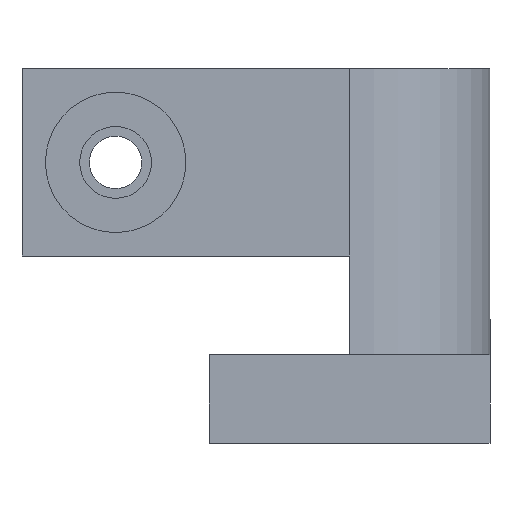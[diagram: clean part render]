
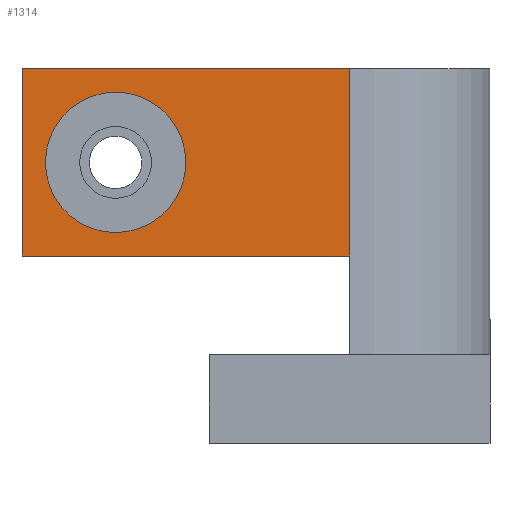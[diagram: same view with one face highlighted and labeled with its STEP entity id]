
A CAD part, front view. The second image highlights one B-rep face of the part: STEP entity #1314.
In plain terms, the highlighted planar face has unit normal (0, -1, 0).
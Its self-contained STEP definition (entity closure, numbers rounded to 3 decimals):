
#379 = CYLINDRICAL_SURFACE('',#380,4.763);
#380 = AXIS2_PLACEMENT_3D('',#381,#382,#383);
#381 = CARTESIAN_POINT('',(0.,0.,0.));
#382 = DIRECTION('',(-0.,-0.,-1.));
#383 = DIRECTION('',(1.,0.,0.));
#705 = VERTEX_POINT('',#706);
#706 = CARTESIAN_POINT('',(0.,-4.763,6.35));
#727 = EDGE_CURVE('',#705,#728,#730,.T.);
#728 = VERTEX_POINT('',#729);
#729 = CARTESIAN_POINT('',(0.,-4.763,12.7));
#730 = SURFACE_CURVE('',#731,(#735,#742),.PCURVE_S1.);
#731 = LINE('',#732,#733);
#732 = CARTESIAN_POINT('',(0.,-4.763,0.));
#733 = VECTOR('',#734,1.);
#734 = DIRECTION('',(0.,0.,1.));
#735 = PCURVE('',#379,#736);
#736 = DEFINITIONAL_REPRESENTATION('',(#737),#741);
#737 = LINE('',#738,#739);
#738 = CARTESIAN_POINT('',(-4.712,0.));
#739 = VECTOR('',#740,1.);
#740 = DIRECTION('',(-0.,-1.));
#741 = ( GEOMETRIC_REPRESENTATION_CONTEXT(2) 
PARAMETRIC_REPRESENTATION_CONTEXT() REPRESENTATION_CONTEXT('2D SPACE',''
  ) );
#742 = PCURVE('',#743,#748);
#743 = PLANE('',#744);
#744 = AXIS2_PLACEMENT_3D('',#745,#746,#747);
#745 = CARTESIAN_POINT('',(-11.113,-4.763,0.));
#746 = DIRECTION('',(0.,1.,0.));
#747 = DIRECTION('',(0.,0.,1.));
#748 = DEFINITIONAL_REPRESENTATION('',(#749),#753);
#749 = LINE('',#750,#751);
#750 = CARTESIAN_POINT('',(0.,11.113));
#751 = VECTOR('',#752,1.);
#752 = DIRECTION('',(1.,0.));
#753 = ( GEOMETRIC_REPRESENTATION_CONTEXT(2) 
PARAMETRIC_REPRESENTATION_CONTEXT() REPRESENTATION_CONTEXT('2D SPACE',''
  ) );
#772 = PLANE('',#773);
#773 = AXIS2_PLACEMENT_3D('',#774,#775,#776);
#774 = CARTESIAN_POINT('',(-11.113,-4.763,12.7));
#775 = DIRECTION('',(0.,0.,1.));
#776 = DIRECTION('',(1.,0.,0.));
#992 = PLANE('',#993);
#993 = AXIS2_PLACEMENT_3D('',#994,#995,#996);
#994 = CARTESIAN_POINT('',(-11.113,-4.763,6.35));
#995 = DIRECTION('',(0.,0.,1.));
#996 = DIRECTION('',(1.,0.,0.));
#1197 = VERTEX_POINT('',#1198);
#1198 = CARTESIAN_POINT('',(-11.113,-4.763,12.7));
#1214 = PLANE('',#1215);
#1215 = AXIS2_PLACEMENT_3D('',#1216,#1217,#1218);
#1216 = CARTESIAN_POINT('',(-11.113,-4.763,0.));
#1217 = DIRECTION('',(1.,0.,0.));
#1218 = DIRECTION('',(0.,0.,1.));
#1226 = EDGE_CURVE('',#1197,#728,#1227,.T.);
#1227 = SURFACE_CURVE('',#1228,(#1232,#1239),.PCURVE_S1.);
#1228 = LINE('',#1229,#1230);
#1229 = CARTESIAN_POINT('',(-11.113,-4.763,12.7));
#1230 = VECTOR('',#1231,1.);
#1231 = DIRECTION('',(1.,0.,0.));
#1232 = PCURVE('',#772,#1233);
#1233 = DEFINITIONAL_REPRESENTATION('',(#1234),#1238);
#1234 = LINE('',#1235,#1236);
#1235 = CARTESIAN_POINT('',(0.,0.));
#1236 = VECTOR('',#1237,1.);
#1237 = DIRECTION('',(1.,0.));
#1238 = ( GEOMETRIC_REPRESENTATION_CONTEXT(2) 
PARAMETRIC_REPRESENTATION_CONTEXT() REPRESENTATION_CONTEXT('2D SPACE',''
  ) );
#1239 = PCURVE('',#743,#1240);
#1240 = DEFINITIONAL_REPRESENTATION('',(#1241),#1245);
#1241 = LINE('',#1242,#1243);
#1242 = CARTESIAN_POINT('',(12.7,0.));
#1243 = VECTOR('',#1244,1.);
#1244 = DIRECTION('',(0.,1.));
#1245 = ( GEOMETRIC_REPRESENTATION_CONTEXT(2) 
PARAMETRIC_REPRESENTATION_CONTEXT() REPRESENTATION_CONTEXT('2D SPACE',''
  ) );
#1314 = ADVANCED_FACE('',(#1315,#1363),#743,.F.);
#1315 = FACE_BOUND('',#1316,.F.);
#1316 = EDGE_LOOP('',(#1317,#1340,#1361,#1362));
#1317 = ORIENTED_EDGE('',*,*,#1318,.F.);
#1318 = EDGE_CURVE('',#1319,#705,#1321,.T.);
#1319 = VERTEX_POINT('',#1320);
#1320 = CARTESIAN_POINT('',(-11.113,-4.763,6.35));
#1321 = SURFACE_CURVE('',#1322,(#1326,#1333),.PCURVE_S1.);
#1322 = LINE('',#1323,#1324);
#1323 = CARTESIAN_POINT('',(-11.113,-4.763,6.35));
#1324 = VECTOR('',#1325,1.);
#1325 = DIRECTION('',(1.,0.,0.));
#1326 = PCURVE('',#743,#1327);
#1327 = DEFINITIONAL_REPRESENTATION('',(#1328),#1332);
#1328 = LINE('',#1329,#1330);
#1329 = CARTESIAN_POINT('',(6.35,0.));
#1330 = VECTOR('',#1331,1.);
#1331 = DIRECTION('',(0.,1.));
#1332 = ( GEOMETRIC_REPRESENTATION_CONTEXT(2) 
PARAMETRIC_REPRESENTATION_CONTEXT() REPRESENTATION_CONTEXT('2D SPACE',''
  ) );
#1333 = PCURVE('',#992,#1334);
#1334 = DEFINITIONAL_REPRESENTATION('',(#1335),#1339);
#1335 = LINE('',#1336,#1337);
#1336 = CARTESIAN_POINT('',(0.,0.));
#1337 = VECTOR('',#1338,1.);
#1338 = DIRECTION('',(1.,0.));
#1339 = ( GEOMETRIC_REPRESENTATION_CONTEXT(2) 
PARAMETRIC_REPRESENTATION_CONTEXT() REPRESENTATION_CONTEXT('2D SPACE',''
  ) );
#1340 = ORIENTED_EDGE('',*,*,#1341,.T.);
#1341 = EDGE_CURVE('',#1319,#1197,#1342,.T.);
#1342 = SURFACE_CURVE('',#1343,(#1347,#1354),.PCURVE_S1.);
#1343 = LINE('',#1344,#1345);
#1344 = CARTESIAN_POINT('',(-11.113,-4.763,0.));
#1345 = VECTOR('',#1346,1.);
#1346 = DIRECTION('',(0.,0.,1.));
#1347 = PCURVE('',#743,#1348);
#1348 = DEFINITIONAL_REPRESENTATION('',(#1349),#1353);
#1349 = LINE('',#1350,#1351);
#1350 = CARTESIAN_POINT('',(0.,0.));
#1351 = VECTOR('',#1352,1.);
#1352 = DIRECTION('',(1.,0.));
#1353 = ( GEOMETRIC_REPRESENTATION_CONTEXT(2) 
PARAMETRIC_REPRESENTATION_CONTEXT() REPRESENTATION_CONTEXT('2D SPACE',''
  ) );
#1354 = PCURVE('',#1214,#1355);
#1355 = DEFINITIONAL_REPRESENTATION('',(#1356),#1360);
#1356 = LINE('',#1357,#1358);
#1357 = CARTESIAN_POINT('',(0.,0.));
#1358 = VECTOR('',#1359,1.);
#1359 = DIRECTION('',(1.,0.));
#1360 = ( GEOMETRIC_REPRESENTATION_CONTEXT(2) 
PARAMETRIC_REPRESENTATION_CONTEXT() REPRESENTATION_CONTEXT('2D SPACE',''
  ) );
#1361 = ORIENTED_EDGE('',*,*,#1226,.T.);
#1362 = ORIENTED_EDGE('',*,*,#727,.F.);
#1363 = FACE_BOUND('',#1364,.F.);
#1364 = EDGE_LOOP('',(#1365));
#1365 = ORIENTED_EDGE('',*,*,#1366,.F.);
#1366 = EDGE_CURVE('',#1367,#1367,#1369,.T.);
#1367 = VERTEX_POINT('',#1368);
#1368 = CARTESIAN_POINT('',(-10.319,-4.763,9.525));
#1369 = SURFACE_CURVE('',#1370,(#1375,#1382),.PCURVE_S1.);
#1370 = CIRCLE('',#1371,2.381);
#1371 = AXIS2_PLACEMENT_3D('',#1372,#1373,#1374);
#1372 = CARTESIAN_POINT('',(-7.938,-4.763,9.525));
#1373 = DIRECTION('',(0.,1.,-0.));
#1374 = DIRECTION('',(-1.,0.,0.));
#1375 = PCURVE('',#743,#1376);
#1376 = DEFINITIONAL_REPRESENTATION('',(#1377),#1381);
#1377 = CIRCLE('',#1378,2.381);
#1378 = AXIS2_PLACEMENT_2D('',#1379,#1380);
#1379 = CARTESIAN_POINT('',(9.525,3.175));
#1380 = DIRECTION('',(0.,-1.));
#1381 = ( GEOMETRIC_REPRESENTATION_CONTEXT(2) 
PARAMETRIC_REPRESENTATION_CONTEXT() REPRESENTATION_CONTEXT('2D SPACE',''
  ) );
#1382 = PCURVE('',#1383,#1388);
#1383 = CYLINDRICAL_SURFACE('',#1384,2.381);
#1384 = AXIS2_PLACEMENT_3D('',#1385,#1386,#1387);
#1385 = CARTESIAN_POINT('',(-7.938,-4.763,9.525));
#1386 = DIRECTION('',(0.,1.,0.));
#1387 = DIRECTION('',(-1.,0.,0.));
#1388 = DEFINITIONAL_REPRESENTATION('',(#1389),#1393);
#1389 = LINE('',#1390,#1391);
#1390 = CARTESIAN_POINT('',(0.,0.));
#1391 = VECTOR('',#1392,1.);
#1392 = DIRECTION('',(1.,0.));
#1393 = ( GEOMETRIC_REPRESENTATION_CONTEXT(2) 
PARAMETRIC_REPRESENTATION_CONTEXT() REPRESENTATION_CONTEXT('2D SPACE',''
  ) );
